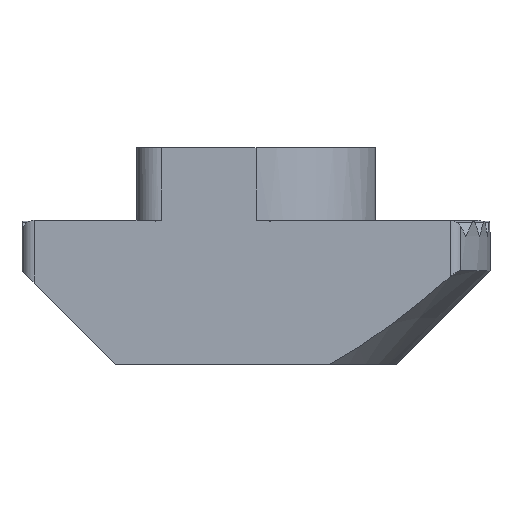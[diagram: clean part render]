
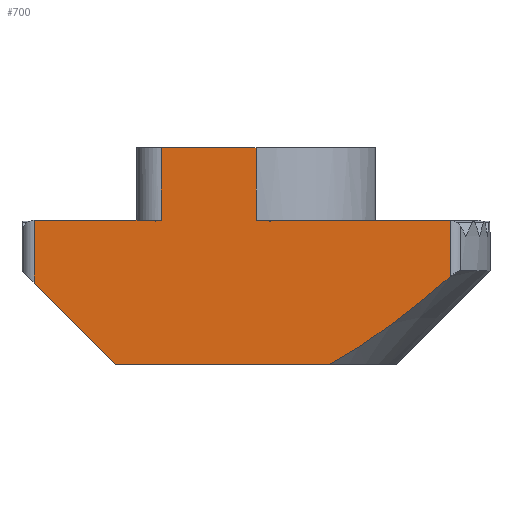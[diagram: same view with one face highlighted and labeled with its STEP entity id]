
A CAD part, left-side view. The second image highlights one B-rep face of the part: STEP entity #700.
In plain terms, the highlighted planar face has unit normal (-1, 0, 0).
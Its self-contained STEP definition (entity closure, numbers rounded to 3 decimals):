
#15 = CARTESIAN_POINT ( 'NONE',  ( -4.85, -8.169, 0.05 ) ) ;
#46 = DIRECTION ( 'NONE',  ( 0., 1., 0. ) ) ;
#83 = ORIENTED_EDGE ( 'NONE', *, *, #2191, .F. ) ;
#84 = CARTESIAN_POINT ( 'NONE',  ( -4.85, 5.7, -5.8 ) ) ;
#105 = ORIENTED_EDGE ( 'NONE', *, *, #834, .F. ) ;
#111 = EDGE_CURVE ( 'NONE', #659, #244, #1260, .T. ) ;
#113 = CARTESIAN_POINT ( 'NONE',  ( -4.85, 5.7, -5.8 ) ) ;
#120 = CARTESIAN_POINT ( 'NONE',  ( -4.85, 0., 3. ) ) ;
#125 = ORIENTED_EDGE ( 'NONE', *, *, #241, .F. ) ;
#128 = LINE ( 'NONE', #783, #156 ) ;
#140 = CARTESIAN_POINT ( 'NONE',  ( -4.85, -5.124, -4.45 ) ) ;
#145 = CARTESIAN_POINT ( 'NONE',  ( -4.85, -4.715, -4.743 ) ) ;
#151 = CARTESIAN_POINT ( 'NONE',  ( -4.85, 3.85, 3. ) ) ;
#156 = VECTOR ( 'NONE', #1693, 1000. ) ;
#178 = ORIENTED_EDGE ( 'NONE', *, *, #1490, .F. ) ;
#202 = EDGE_CURVE ( 'NONE', #684, #1097, #271, .T. ) ;
#241 = EDGE_CURVE ( 'NONE', #963, #549, #352, .T. ) ;
#244 = VERTEX_POINT ( 'NONE', #657 ) ;
#248 = LINE ( 'NONE', #1557, #752 ) ;
#271 = LINE ( 'NONE', #831, #886 ) ;
#302 = CARTESIAN_POINT ( 'NONE',  ( -4.85, -7.879, -2.248 ) ) ;
#307 = ORIENTED_EDGE ( 'NONE', *, *, #964, .F. ) ;
#323 = CARTESIAN_POINT ( 'NONE',  ( -4.85, 9., 0.1 ) ) ;
#352 = LINE ( 'NONE', #323, #456 ) ;
#368 = VERTEX_POINT ( 'NONE', #151 ) ;
#456 = VECTOR ( 'NONE', #1171, 1000. ) ;
#459 = CARTESIAN_POINT ( 'NONE',  ( -4.85, 3.85, 0.05 ) ) ;
#465 = ORIENTED_EDGE ( 'NONE', *, *, #2209, .F. ) ;
#525 = LINE ( 'NONE', #1641, #1539 ) ;
#549 = VERTEX_POINT ( 'NONE', #1685 ) ;
#568 = DIRECTION ( 'NONE',  ( 0., 0.707, 0.707 ) ) ;
#598 = DIRECTION ( 'NONE',  ( 0., 0., -1. ) ) ;
#604 = AXIS2_PLACEMENT_3D ( 'NONE', #1047, #1056, #46 ) ;
#633 = LINE ( 'NONE', #1291, #1006 ) ;
#657 = CARTESIAN_POINT ( 'NONE',  ( -4.85, -2.995, -5.8 ) ) ;
#659 = VERTEX_POINT ( 'NONE', #1580 ) ;
#684 = VERTEX_POINT ( 'NONE', #1910 ) ;
#700 = ADVANCED_FACE ( 'NONE', ( #1331 ), #1746, .F. ) ;
#723 = VECTOR ( 'NONE', #1471, 1000. ) ;
#752 = VECTOR ( 'NONE', #1390, 1000. ) ;
#783 = CARTESIAN_POINT ( 'NONE',  ( -4.85, 0., -5.8 ) ) ;
#831 = CARTESIAN_POINT ( 'NONE',  ( -4.85, -8.169, 0.05 ) ) ;
#834 = EDGE_CURVE ( 'NONE', #960, #963, #1604, .T. ) ;
#886 = VECTOR ( 'NONE', #1688, 1000. ) ;
#934 = ORIENTED_EDGE ( 'NONE', *, *, #1581, .F. ) ;
#950 = ORIENTED_EDGE ( 'NONE', *, *, #202, .F. ) ;
#960 = VERTEX_POINT ( 'NONE', #113 ) ;
#963 = VERTEX_POINT ( 'NONE', #1956 ) ;
#964 = EDGE_CURVE ( 'NONE', #1639, #684, #633, .T. ) ;
#990 = CARTESIAN_POINT ( 'NONE',  ( -4.85, -3.445, -5.563 ) ) ;
#1006 = VECTOR ( 'NONE', #598, 1000. ) ;
#1047 = CARTESIAN_POINT ( 'NONE',  ( -4.85, -8.169, 0.1 ) ) ;
#1056 = DIRECTION ( 'NONE',  ( 1., 0., 0. ) ) ;
#1097 = VERTEX_POINT ( 'NONE', #1149 ) ;
#1135 = LINE ( 'NONE', #120, #723 ) ;
#1137 = VECTOR ( 'NONE', #568, 1000. ) ;
#1138 = CARTESIAN_POINT ( 'NONE',  ( -4.85, -3.875, -5.3 ) ) ;
#1149 = CARTESIAN_POINT ( 'NONE',  ( -4.85, -7.879, 0.05 ) ) ;
#1171 = DIRECTION ( 'NONE',  ( 0., 0., 1. ) ) ;
#1260 = B_SPLINE_CURVE_WITH_KNOTS ( 'NONE', 3,
 ( #302, #1488, #1992, #140, #145, #1138, #990, #2195 ),
 .UNSPECIFIED., .F., .F.,
 ( 4, 2, 2, 4 ),
 ( 0., 0.003, 0.005, 0.006 ),
 .UNSPECIFIED. ) ;
#1291 = CARTESIAN_POINT ( 'NONE',  ( -4.85, 0., 0.1 ) ) ;
#1314 = ORIENTED_EDGE ( 'NONE', *, *, #1466, .T. ) ;
#1327 = CARTESIAN_POINT ( 'NONE',  ( -4.85, 0., 3. ) ) ;
#1331 = FACE_OUTER_BOUND ( 'NONE', #1348, .T. ) ;
#1348 = EDGE_LOOP ( 'NONE', ( #934, #125, #105, #1314, #2182, #178, #950, #307, #83, #465 ) ) ;
#1356 = DIRECTION ( 'NONE',  ( 0., 0., -1. ) ) ;
#1363 = DIRECTION ( 'NONE',  ( 0., -1., 0. ) ) ;
#1390 = DIRECTION ( 'NONE',  ( 0., 0., 1. ) ) ;
#1466 = EDGE_CURVE ( 'NONE', #960, #244, #128, .T. ) ;
#1471 = DIRECTION ( 'NONE',  ( 0., -1., 0. ) ) ;
#1488 = CARTESIAN_POINT ( 'NONE',  ( -4.85, -7.11, -2.902 ) ) ;
#1490 = EDGE_CURVE ( 'NONE', #1097, #659, #525, .T. ) ;
#1529 = VERTEX_POINT ( 'NONE', #459 ) ;
#1539 = VECTOR ( 'NONE', #1356, 1000. ) ;
#1557 = CARTESIAN_POINT ( 'NONE',  ( -4.85, 3.85, 0.1 ) ) ;
#1580 = CARTESIAN_POINT ( 'NONE',  ( -4.85, -7.879, -2.248 ) ) ;
#1581 = EDGE_CURVE ( 'NONE', #549, #1529, #2158, .T. ) ;
#1604 = LINE ( 'NONE', #84, #1137 ) ;
#1639 = VERTEX_POINT ( 'NONE', #1327 ) ;
#1641 = CARTESIAN_POINT ( 'NONE',  ( -4.85, -7.879, 0.1 ) ) ;
#1642 = VECTOR ( 'NONE', #1363, 1000. ) ;
#1685 = CARTESIAN_POINT ( 'NONE',  ( -4.85, 9., 0.05 ) ) ;
#1688 = DIRECTION ( 'NONE',  ( 0., -1., 0. ) ) ;
#1693 = DIRECTION ( 'NONE',  ( 0., -1., 0. ) ) ;
#1746 = PLANE ( 'NONE',  #604 ) ;
#1910 = CARTESIAN_POINT ( 'NONE',  ( -4.85, 0., 0.05 ) ) ;
#1956 = CARTESIAN_POINT ( 'NONE',  ( -4.85, 9., -2.5 ) ) ;
#1992 = CARTESIAN_POINT ( 'NONE',  ( -4.85, -6.331, -3.542 ) ) ;
#2158 = LINE ( 'NONE', #15, #1642 ) ;
#2182 = ORIENTED_EDGE ( 'NONE', *, *, #111, .F. ) ;
#2191 = EDGE_CURVE ( 'NONE', #368, #1639, #1135, .T. ) ;
#2195 = CARTESIAN_POINT ( 'NONE',  ( -4.85, -2.995, -5.8 ) ) ;
#2209 = EDGE_CURVE ( 'NONE', #1529, #368, #248, .T. ) ;
